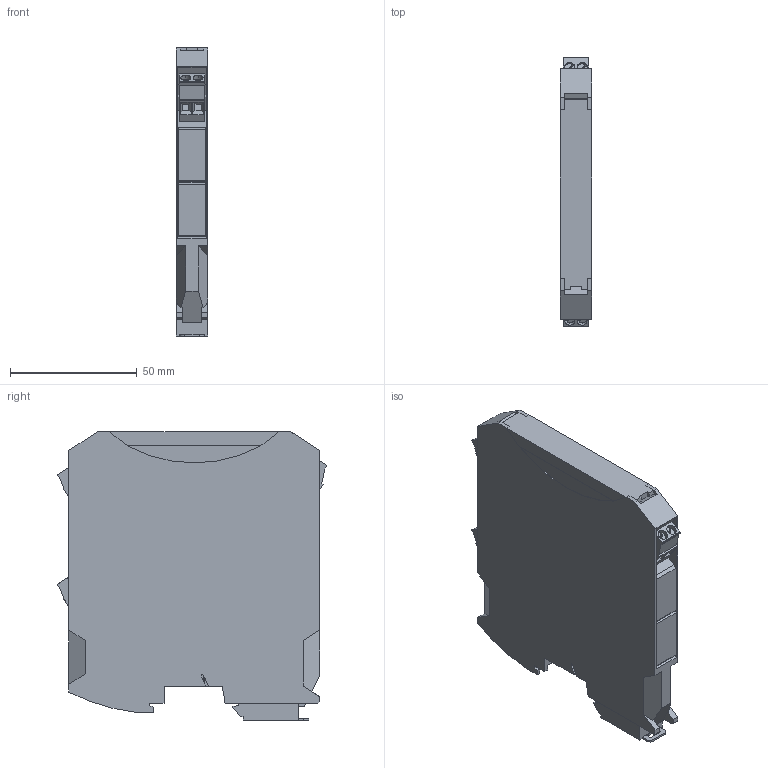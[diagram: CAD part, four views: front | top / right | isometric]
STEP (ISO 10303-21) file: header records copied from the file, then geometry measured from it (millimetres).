
FILE_DESCRIPTION(('Creo Elements/Direct Modeling STEP Export'),'2;1');
FILE_NAME('model.stp','2019-04-09T 2:34:37',(''),(''),'Creo Elements/Direct Modeling STEP processor for AP214 (Solid Model)','Creo Elements/Direct Modeling 20.1A 29-Sep-2018 (C) Parametric Technology GmbH','');
FILE_SCHEMA(('AUTOMOTIVE_DESIGN { 1 0 10303 214 1 1 1 1 }'));
Length unit declared in the file: millimetre
Products named in the file (5): MKDSO_2.5_2-L_BU-select.1; MSTBT_2.5_2-ST_GY7035-select; MAXC_12.5-GY-SOCKEL-select; ME_MAX_B-12.5_GY7042-select; MACX_MCR_12.5_149_2-select
Assembly tree (7 placements, depth 2):
  MACX_MCR_12.5_149_2-select
    ME_MAX_B-12.5_GY7042-select  x3
    MSTBT_2.5_2-ST_GY7035-select  x2
    MAXC_12.5-GY-SOCKEL-select
    MKDSO_2.5_2-L_BU-select.1
Bounding box: 12.6 x 106.32 x 113.7 mm (x, y, z)
Volume: 123664.1 mm3; surface area: 39724.4 mm2
Topology: 7 solids, 7 shells, 847 faces, 2251 edges, 1479 vertices
Faces by surface type: plane 745, cylinder 94, cone 8
Entity records: 25259 total; most frequent: CARTESIAN_POINT 4069, ORIENTED_EDGE 3504, DIRECTION 2894, EDGE_CURVE 1752, VECTOR 1534, LINE 1534, VERTEX_POINT 1157, EDGE_LOOP 707
